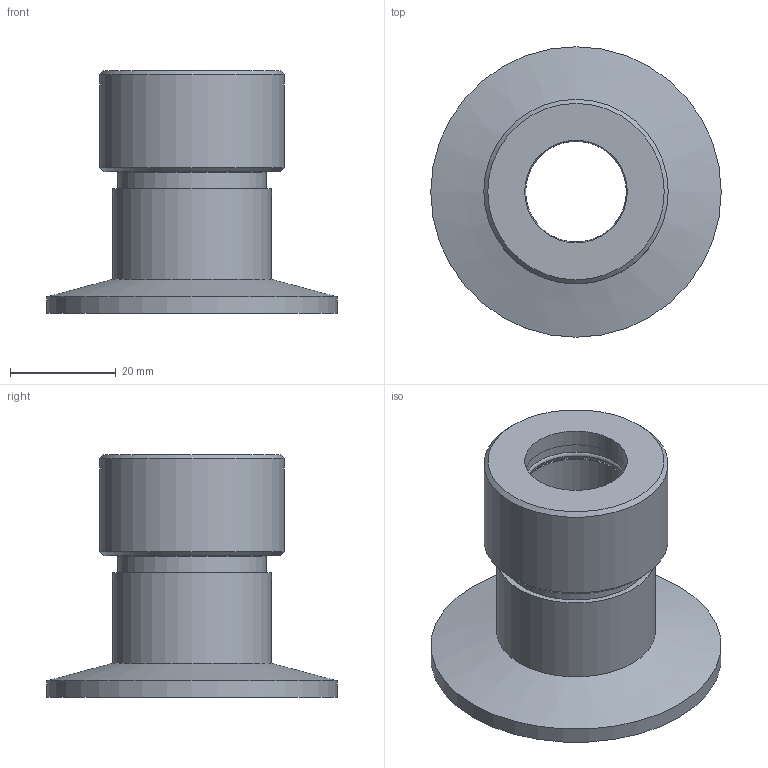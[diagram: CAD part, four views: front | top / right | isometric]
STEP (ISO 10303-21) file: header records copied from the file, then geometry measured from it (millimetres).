
FILE_DESCRIPTION(/* description */ (''),/* implementation_level */ '2;1');
FILE_NAME(/* name */ '1000011a.stp',/* time_stamp */ '2019-07-22T11:59:04-04:00',/* author */ ('Glen_C'),/* organization */ (''),/* preprocessor_version */ 'ST-DEVELOPER v16.13',/* originating_system */ 'Autodesk Inventor 2018',/* authorisation */ '');
FILE_SCHEMA (('AUTOMOTIVE_DESIGN { 1 0 10303 214 3 1 1 }'));
Length unit declared in the file: inch
Products named in the file (1): 1000011_S
Bounding box: 54.99 x 54.99 x 45.85 mm (x, y, z)
Volume: 29987.6 mm3; surface area: 14542.4 mm2
Topology: 1 solids, 4 shells, 37 faces, 69 edges, 44 vertices
Faces by surface type: cylinder 15, plane 12, cone 6, torus 4
Full cylindrical faces by diameter (mm): 19.05 x1, 19.431 x3, 23.8 x2, 28.092 x2, 28.194 x1, 28.778 x1, 30.124 x1, 34.925 x1, 36.424 x1, 41.199 x1, 54.991 x1
Entity records: 860 total; most frequent: DIRECTION 150, CARTESIAN_POINT 112, AXIS2_PLACEMENT_3D 75, EDGE_LOOP 74, ORIENTED_EDGE 74, STYLED_ITEM 38, FACE_BOUND 37, FACE_OUTER_BOUND 37
